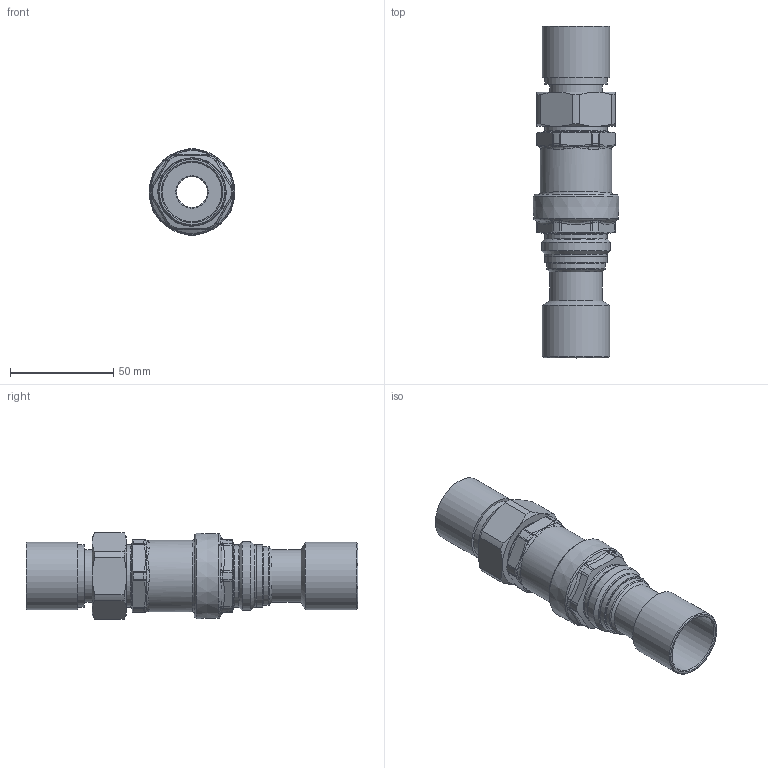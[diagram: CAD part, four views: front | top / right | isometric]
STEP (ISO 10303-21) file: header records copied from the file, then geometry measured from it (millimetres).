
FILE_DESCRIPTION(/* description */ (''),/* implementation_level */ '2;1');
FILE_NAME(/* name */ '127169AFC_Simplify_1.stp',/* time_stamp */ '2025-07-28T09:26:43-05:00',/* author */ ('ischreiner'),/* organization */ (''),/* preprocessor_version */ 'ST-DEVELOPER v20',/* originating_system */ 'Autodesk Inventor 2025',/* authorisation */ '');
FILE_SCHEMA (('AUTOMOTIVE_DESIGN { 1 0 10303 214 3 1 1 }'));
Length unit declared in the file: inch
Products named in the file (1): 127169AFC_Simplify_1
Bounding box: 41.38 x 160.38 x 41.9 mm (x, y, z)
Volume: 56429 mm3; surface area: 38435.1 mm2
Topology: 3 solids, 3 shells, 254 faces, 559 edges, 331 vertices
Faces by surface type: cone 64, cylinder 61, plane 44, bspline 44, torus 41
Full cylindrical faces by diameter (mm): 15 x1, 20.066 x1, 20.1 x2, 20.6 x2, 21 x2, 22 x1, 24.1 x2, 25 x2, 25.4 x2, 25.5 x1, 28.3 x2, 28.4 x1, 28.5 x1, 28.6 x1, 28.7 x1, 28.702 x1, 29.972 x1, 30 x4, 30.2 x1, 30.3 x1, 30.302 x1, 30.4 x1, 32.5 x1, 32.512 x1, 33.1 x2, 34.5 x1
Entity records: 10077 total; most frequent: CARTESIAN_POINT 4407, DIRECTION 1123, ORIENTED_EDGE 1118, EDGE_CURVE 559, AXIS2_PLACEMENT_3D 499, VERTEX_POINT 331, EDGE_LOOP 280, STYLED_ITEM 257
